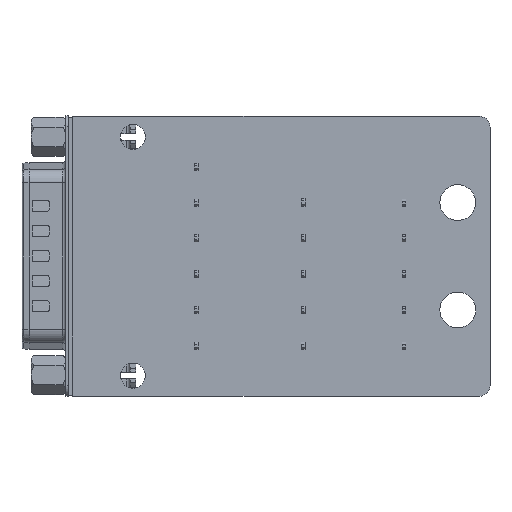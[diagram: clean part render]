
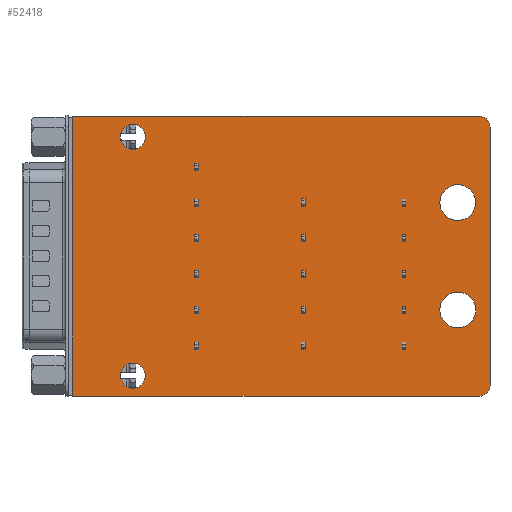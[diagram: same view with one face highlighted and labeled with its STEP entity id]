
A CAD part, front view. The second image highlights one B-rep face of the part: STEP entity #52418.
In plain terms, the highlighted face is planar.
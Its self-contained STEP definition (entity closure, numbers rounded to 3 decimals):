
#35 = ORIENTED_EDGE ( 'NONE', *, *, #23962, .T. ) ;
#1489 = ORIENTED_EDGE ( 'NONE', *, *, #21170, .T. ) ;
#1830 = DIRECTION ( 'NONE',  ( 1., 0., 0. ) ) ;
#2047 = VERTEX_POINT ( 'NONE', #23116 ) ;
#2609 = CIRCLE ( 'NONE', #35374, 2.5 ) ;
#3843 = CARTESIAN_POINT ( 'NONE',  ( 29.15, -19.55, 0. ) ) ;
#4167 = DIRECTION ( 'NONE',  ( 0., 0., 1. ) ) ;
#4916 = DIRECTION ( 'NONE',  ( 1., 0., 0. ) ) ;
#5020 = VERTEX_POINT ( 'NONE', #53826 ) ;
#5548 = EDGE_CURVE ( 'NONE', #7264, #28652, #11932, .T. ) ;
#5580 = CARTESIAN_POINT ( 'NONE',  ( -29.15, -19.55, 0. ) ) ;
#6214 = ORIENTED_EDGE ( 'NONE', *, *, #22972, .F. ) ;
#6309 = DIRECTION ( 'NONE',  ( 1., 0., 0. ) ) ;
#6332 = AXIS2_PLACEMENT_3D ( 'NONE', #22148, #39549, #17871 ) ;
#6838 = DIRECTION ( 'NONE',  ( 0., 0., 1. ) ) ;
#7264 = VERTEX_POINT ( 'NONE', #50946 ) ;
#8383 = CARTESIAN_POINT ( 'NONE',  ( 29.15, 18.05, 0. ) ) ;
#9142 = ORIENTED_EDGE ( 'NONE', *, *, #48943, .T. ) ;
#9816 = EDGE_LOOP ( 'NONE', ( #29750, #12310 ) ) ;
#10635 = DIRECTION ( 'NONE',  ( 0., 0., 1. ) ) ;
#10760 = CARTESIAN_POINT ( 'NONE',  ( 27.65, 18.05, 0. ) ) ;
#10906 = DIRECTION ( 'NONE',  ( 1., 0., 0. ) ) ;
#10908 = DIRECTION ( 'NONE',  ( 0., 0., 1. ) ) ;
#11018 = LINE ( 'NONE', #5580, #17449 ) ;
#11198 = DIRECTION ( 'NONE',  ( 1., 0., 0. ) ) ;
#11729 = CARTESIAN_POINT ( 'NONE',  ( 29.15, -19.55, 0. ) ) ;
#11883 = FACE_BOUND ( 'NONE', #54742, .T. ) ;
#11932 = CIRCLE ( 'NONE', #34640, 1.75 ) ;
#12028 = ORIENTED_EDGE ( 'NONE', *, *, #41727, .F. ) ;
#12310 = ORIENTED_EDGE ( 'NONE', *, *, #47746, .T. ) ;
#12387 = CARTESIAN_POINT ( 'NONE',  ( 29.15, -19.55, 0. ) ) ;
#13003 = LINE ( 'NONE', #34619, #30522 ) ;
#13528 = ORIENTED_EDGE ( 'NONE', *, *, #5548, .T. ) ;
#13687 = VERTEX_POINT ( 'NONE', #26120 ) ;
#14834 = CARTESIAN_POINT ( 'NONE',  ( 24.65, -7.5, 0. ) ) ;
#15101 = DIRECTION ( 'NONE',  ( 1., 0., 0. ) ) ;
#15241 = DIRECTION ( 'NONE',  ( 0., 0., -1. ) ) ;
#15778 = DIRECTION ( 'NONE',  ( 1., 0., 0. ) ) ;
#15982 = DIRECTION ( 'NONE',  ( 0., 1., 0. ) ) ;
#16125 = FACE_BOUND ( 'NONE', #26653, .T. ) ;
#16694 = DIRECTION ( 'NONE',  ( 1., 0., 0. ) ) ;
#16928 = CIRCLE ( 'NONE', #55187, 1.75 ) ;
#17067 = AXIS2_PLACEMENT_3D ( 'NONE', #27943, #45351, #6309 ) ;
#17188 = CIRCLE ( 'NONE', #29907, 1.75 ) ;
#17449 = VECTOR ( 'NONE', #40630, 1000. ) ;
#17871 = DIRECTION ( 'NONE',  ( 1., 0., 0. ) ) ;
#18995 = VERTEX_POINT ( 'NONE', #30960 ) ;
#19636 = CARTESIAN_POINT ( 'NONE',  ( 27.65, 19.55, 0. ) ) ;
#19653 = LINE ( 'NONE', #11729, #32092 ) ;
#20528 = CARTESIAN_POINT ( 'NONE',  ( 24.65, 7.5, 0. ) ) ;
#20583 = LINE ( 'NONE', #12387, #26119 ) ;
#20930 = FACE_BOUND ( 'NONE', #9816, .T. ) ;
#21170 = EDGE_CURVE ( 'NONE', #34409, #36636, #22258, .T. ) ;
#21213 = DIRECTION ( 'NONE',  ( 0., 0., 1. ) ) ;
#21260 = VERTEX_POINT ( 'NONE', #54155 ) ;
#22148 = CARTESIAN_POINT ( 'NONE',  ( -20.75, -16.675, 0. ) ) ;
#22258 = CIRCLE ( 'NONE', #26799, 2.5 ) ;
#22912 = CIRCLE ( 'NONE', #24680, 1.5 ) ;
#22972 = EDGE_CURVE ( 'NONE', #13687, #21260, #20583, .T. ) ;
#23116 = CARTESIAN_POINT ( 'NONE',  ( 27.15, 7.5, 0. ) ) ;
#23137 = ORIENTED_EDGE ( 'NONE', *, *, #24726, .T. ) ;
#23962 = EDGE_CURVE ( 'NONE', #36636, #34409, #54429, .T. ) ;
#24454 = CARTESIAN_POINT ( 'NONE',  ( -19., 16.675, 0. ) ) ;
#24680 = AXIS2_PLACEMENT_3D ( 'NONE', #28608, #15241, #1830 ) ;
#24726 = EDGE_CURVE ( 'NONE', #18995, #48825, #17188, .T. ) ;
#24730 = EDGE_CURVE ( 'NONE', #2047, #5020, #2609, .T. ) ;
#25445 = EDGE_CURVE ( 'NONE', #28652, #7264, #35450, .T. ) ;
#26119 = VECTOR ( 'NONE', #15778, 1000. ) ;
#26120 = CARTESIAN_POINT ( 'NONE',  ( -29.15, -19.55, 0. ) ) ;
#26653 = EDGE_LOOP ( 'NONE', ( #13528, #33498 ) ) ;
#26799 = AXIS2_PLACEMENT_3D ( 'NONE', #14834, #6838, #15101 ) ;
#27678 = CARTESIAN_POINT ( 'NONE',  ( 24.65, 7.5, 0. ) ) ;
#27724 = CARTESIAN_POINT ( 'NONE',  ( 27.15, -7.5, 0. ) ) ;
#27943 = CARTESIAN_POINT ( 'NONE',  ( 24.65, -7.5, 0. ) ) ;
#28608 = CARTESIAN_POINT ( 'NONE',  ( 27.65, -18.05, 0. ) ) ;
#28652 = VERTEX_POINT ( 'NONE', #39770 ) ;
#29084 = DIRECTION ( 'NONE',  ( 0., 0., 1. ) ) ;
#29586 = ORIENTED_EDGE ( 'NONE', *, *, #42730, .F. ) ;
#29750 = ORIENTED_EDGE ( 'NONE', *, *, #24730, .T. ) ;
#29774 = PLANE ( 'NONE',  #48237 ) ;
#29907 = AXIS2_PLACEMENT_3D ( 'NONE', #36234, #10635, #11198 ) ;
#30398 = DIRECTION ( 'NONE',  ( 1., 0., 0. ) ) ;
#30522 = VECTOR ( 'NONE', #30605, 1000. ) ;
#30605 = DIRECTION ( 'NONE',  ( -1., 0., 0. ) ) ;
#30960 = CARTESIAN_POINT ( 'NONE',  ( -22.5, 16.675, 0. ) ) ;
#31819 = CIRCLE ( 'NONE', #39120, 1.5 ) ;
#32092 = VECTOR ( 'NONE', #15982, 1000. ) ;
#33498 = ORIENTED_EDGE ( 'NONE', *, *, #25445, .T. ) ;
#33804 = CARTESIAN_POINT ( 'NONE',  ( 29.15, -18.05, 0. ) ) ;
#34335 = FACE_OUTER_BOUND ( 'NONE', #54133, .T. ) ;
#34409 = VERTEX_POINT ( 'NONE', #52850 ) ;
#34547 = CARTESIAN_POINT ( 'NONE',  ( -29.15, 19.55, 0. ) ) ;
#34619 = CARTESIAN_POINT ( 'NONE',  ( 29.15, 19.55, 0. ) ) ;
#34640 = AXIS2_PLACEMENT_3D ( 'NONE', #53917, #43954, #4916 ) ;
#35374 = AXIS2_PLACEMENT_3D ( 'NONE', #27678, #10908, #41647 ) ;
#35450 = CIRCLE ( 'NONE', #6332, 1.75 ) ;
#35879 = EDGE_CURVE ( 'NONE', #48658, #42440, #13003, .T. ) ;
#35896 = AXIS2_PLACEMENT_3D ( 'NONE', #20528, #29084, #10906 ) ;
#36098 = ORIENTED_EDGE ( 'NONE', *, *, #54377, .T. ) ;
#36234 = CARTESIAN_POINT ( 'NONE',  ( -20.75, 16.675, 0. ) ) ;
#36636 = VERTEX_POINT ( 'NONE', #27724 ) ;
#37711 = VERTEX_POINT ( 'NONE', #8383 ) ;
#38373 = ORIENTED_EDGE ( 'NONE', *, *, #35879, .F. ) ;
#39120 = AXIS2_PLACEMENT_3D ( 'NONE', #10760, #45499, #41505 ) ;
#39549 = DIRECTION ( 'NONE',  ( 0., 0., 1. ) ) ;
#39770 = CARTESIAN_POINT ( 'NONE',  ( -22.5, -16.675, 0. ) ) ;
#40630 = DIRECTION ( 'NONE',  ( 0., -1., 0. ) ) ;
#41505 = DIRECTION ( 'NONE',  ( 1., 0., 0. ) ) ;
#41647 = DIRECTION ( 'NONE',  ( 1., 0., 0. ) ) ;
#41727 = EDGE_CURVE ( 'NONE', #42440, #13687, #11018, .T. ) ;
#42440 = VERTEX_POINT ( 'NONE', #34547 ) ;
#42730 = EDGE_CURVE ( 'NONE', #44093, #37711, #19653, .T. ) ;
#43954 = DIRECTION ( 'NONE',  ( 0., 0., 1. ) ) ;
#44093 = VERTEX_POINT ( 'NONE', #33804 ) ;
#45351 = DIRECTION ( 'NONE',  ( 0., 0., 1. ) ) ;
#45499 = DIRECTION ( 'NONE',  ( 0., 0., -1. ) ) ;
#47537 = CARTESIAN_POINT ( 'NONE',  ( -20.75, 16.675, 0. ) ) ;
#47746 = EDGE_CURVE ( 'NONE', #5020, #2047, #55922, .T. ) ;
#48237 = AXIS2_PLACEMENT_3D ( 'NONE', #3843, #21213, #16694 ) ;
#48388 = EDGE_LOOP ( 'NONE', ( #35, #1489 ) ) ;
#48658 = VERTEX_POINT ( 'NONE', #19636 ) ;
#48825 = VERTEX_POINT ( 'NONE', #24454 ) ;
#48943 = EDGE_CURVE ( 'NONE', #48825, #18995, #16928, .T. ) ;
#50198 = ORIENTED_EDGE ( 'NONE', *, *, #53017, .T. ) ;
#50946 = CARTESIAN_POINT ( 'NONE',  ( -19., -16.675, 0. ) ) ;
#52418 = ADVANCED_FACE ( 'NONE', ( #20930, #55735, #16125, #11883, #34335 ), #29774, .F. ) ;
#52850 = CARTESIAN_POINT ( 'NONE',  ( 22.15, -7.5, 0. ) ) ;
#53017 = EDGE_CURVE ( 'NONE', #48658, #37711, #31819, .T. ) ;
#53826 = CARTESIAN_POINT ( 'NONE',  ( 22.15, 7.5, 0. ) ) ;
#53917 = CARTESIAN_POINT ( 'NONE',  ( -20.75, -16.675, 0. ) ) ;
#54133 = EDGE_LOOP ( 'NONE', ( #38373, #50198, #29586, #36098, #6214, #12028 ) ) ;
#54155 = CARTESIAN_POINT ( 'NONE',  ( 27.65, -19.55, 0. ) ) ;
#54377 = EDGE_CURVE ( 'NONE', #44093, #21260, #22912, .T. ) ;
#54429 = CIRCLE ( 'NONE', #17067, 2.5 ) ;
#54742 = EDGE_LOOP ( 'NONE', ( #9142, #23137 ) ) ;
#55187 = AXIS2_PLACEMENT_3D ( 'NONE', #47537, #4167, #30398 ) ;
#55735 = FACE_BOUND ( 'NONE', #48388, .T. ) ;
#55922 = CIRCLE ( 'NONE', #35896, 2.5 ) ;
